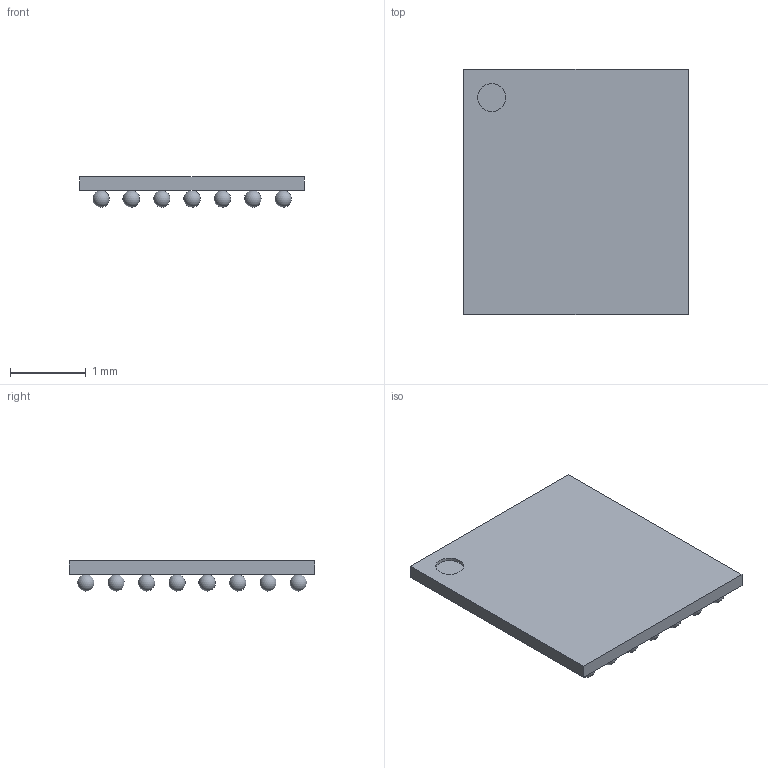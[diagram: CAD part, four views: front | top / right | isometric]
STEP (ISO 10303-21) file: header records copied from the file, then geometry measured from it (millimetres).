
FILE_DESCRIPTION(('FreeCAD Model'),'2;1');
FILE_NAME('610490.1.1.stp','2018-01-10T15:56:47',( 'Author'),(''),'Open CASCADE STEP processor 6.8','FreeCAD','Unknown' );
FILE_SCHEMA(('AUTOMOTIVE_DESIGN_CC2 { 1 2 10303 214 -1 1 5 4 }'));
Length unit declared in the file: millimetre
Products named in the file (52): ASSEMBLY; A1; A2; A3; A4; A5; A6; A7; B2; B3; B4; B5; B6; B7; C2; C3; C4; C5; C6; C7; D1; D2; D3; D6; D7; E1; E2; E3; E6; E7; F1; F2; F3; F4; F5; F6; F7; G1; G2; G3 ...
Assembly tree (51 placements, depth 2):
  ASSEMBLY
    A1
    A2
    A3
    A4
    A5
    A6
    A7
    B2
    B3
    B4
    B5
    B6
    B7
    C2
    C3
    C4
    C5
    C6
    C7
    D1
    D2
    D3
    D6
    D7
    E1
    E2
    E3
    E6
    E7
    F1
    F2
    F3
    F4
    F5
    F6
    F7
    G1
    G2
    G3
    G4
    G5
    G6
    G7
    H1
    H2
    H3
    H4
    H5
    H6
    H7
    Body
Bounding box: 2.96 x 3.23 x 0.4 mm (x, y, z)
Volume: 2 mm3; surface area: 28.9 mm2
Topology: 51 solids, 51 shells, 58 faces, 165 edges, 110 vertices
Faces by surface type: sphere 50, plane 7, cylinder 1
Full cylindrical faces by diameter (mm): 0.369 x1
Entity records: 2436 total; most frequent: DIRECTION 267, CARTESIAN_POINT 215, AXIS2_PLACEMENT_3D 112, PRODUCT_DEFINITION_SHAPE 103, VERTEX_POINT 60, FACE_BOUND 59, ADVANCED_FACE 58, SHAPE_DEFINITION_REPRESENTATION 52
